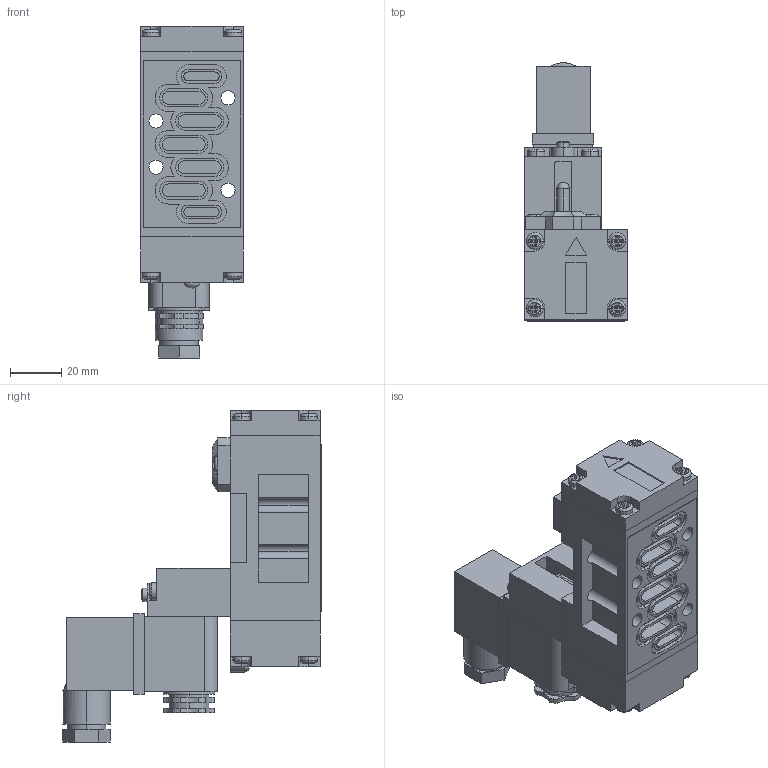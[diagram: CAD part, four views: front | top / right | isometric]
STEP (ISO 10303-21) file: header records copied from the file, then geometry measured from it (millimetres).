
FILE_DESCRIPTION (( 'STEP AP203' ), '1' );
FILE_NAME ('SIV411-IP-SC2-CD2.STEP', '2016-01-05T05:28:11', ( 'yrd8' ), ( '' ), 'SwSTEP 2.0', 'SolidWorks 2008', '' );
FILE_SCHEMA (( 'CONFIG_CONTROL_DESIGN' ));
Length unit declared in the file: millimetre
Products named in the file (7): SIV411-IP-SC2-CD2; SIV400 Body_ル遽; SIV400 Semi Pilot_ル遽; SIV400 Pilot; CN2_ル遽; SIV400 Body Cover_ル遽; SIV400 Cnomo Pilot
Assembly tree (6 placements, depth 2):
  SIV411-IP-SC2-CD2
    SIV400 Body_ル遽
    SIV400 Semi Pilot_ル遽
    SIV400 Pilot
    CN2_ル遽
    SIV400 Cnomo Pilot
    SIV400 Body Cover_ル遽
Bounding box: 40 x 100.7 x 129.25 mm (x, y, z)
Volume: 175423.6 mm3; surface area: 51659 mm2
Topology: 6 solids, 8 shells, 843 faces, 2221 edges, 1456 vertices
Faces by surface type: plane 555, cylinder 227, cone 29, torus 25, bspline 6, sphere 1
Entity records: 27970 total; most frequent: CARTESIAN_POINT 6309, ORIENTED_EDGE 4436, DIRECTION 4289, EDGE_CURVE 2218, AXIS2_PLACEMENT_3D 1473, VERTEX_POINT 1456, LINE 1343, VECTOR 1343
